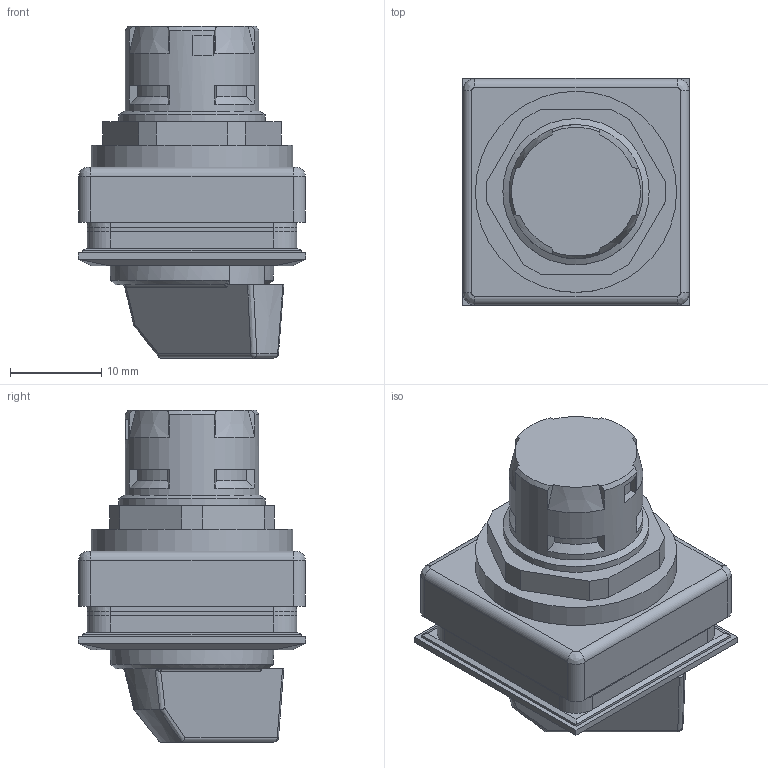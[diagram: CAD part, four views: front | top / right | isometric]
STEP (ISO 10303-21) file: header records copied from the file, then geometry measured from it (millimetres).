
FILE_DESCRIPTION(/* description */ (''),/* implementation_level */ '2;1');
FILE_NAME(/* name */ 'OKJWA.stp',/* time_stamp */ '2020-09-01T07:55:17+02:00',/* author */ ('thagel'),/* organization */ (''),/* preprocessor_version */ 'ST-DEVELOPER v17.2',/* originating_system */ 'Autodesk Inventor 2019',/* authorisation */ '');
FILE_SCHEMA (('AUTOMOTIVE_DESIGN { 1 0 10303 214 3 1 1 }'));
Length unit declared in the file: millimetre
Products named in the file (1): OKJWA
Bounding box: 24.9 x 24.9 x 36.3 mm (x, y, z)
Volume: 9901.6 mm3; surface area: 6771.3 mm2
Topology: 1 solids, 9 shells, 419 faces, 1119 edges, 705 vertices
Faces by surface type: plane 197, bspline 94, cylinder 70, cone 29, torus 23, sphere 6
Full cylindrical faces by diameter (mm): 13.05 x1, 14.15 x1, 14.43 x1, 14.65 x1, 16 x2, 16.25 x1, 16.5 x1, 19.5 x1, 22 x1
Entity records: 25227 total; most frequent: CARTESIAN_POINT 15415, ORIENTED_EDGE 2182, DIRECTION 1662, EDGE_CURVE 1091, VERTEX_POINT 693, AXIS2_PLACEMENT_3D 608, EDGE_LOOP 586, LINE 446
